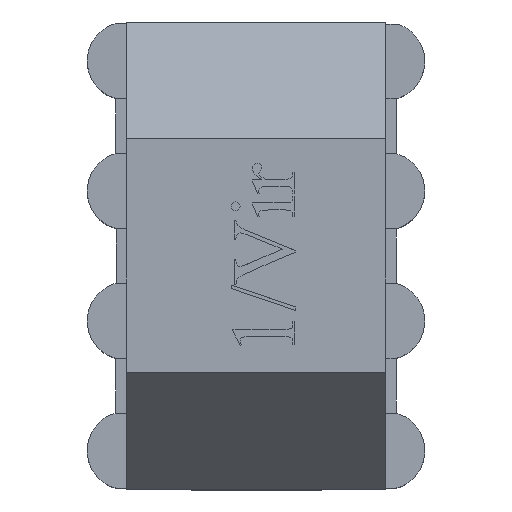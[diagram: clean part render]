
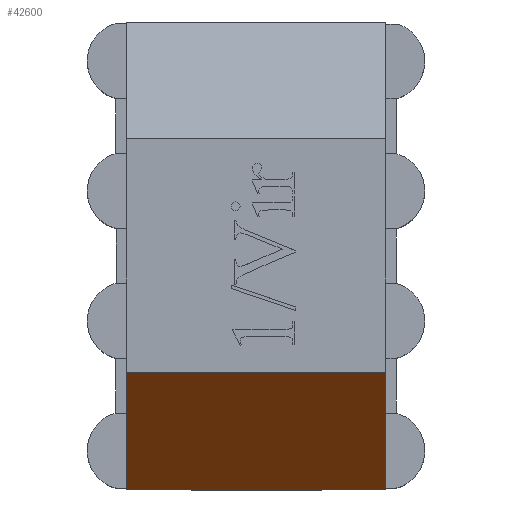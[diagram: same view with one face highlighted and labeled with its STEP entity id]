
A CAD part, top view. The second image highlights one B-rep face of the part: STEP entity #42600.
In plain terms, the highlighted planar face has unit normal (0, -0.743, 0.669).
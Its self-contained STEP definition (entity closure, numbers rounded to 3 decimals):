
#7314 = PLANE('',#7315);
#7315 = AXIS2_PLACEMENT_3D('',#7316,#7317,#7318);
#7316 = CARTESIAN_POINT('',(11.5,10.051,7.5));
#7317 = DIRECTION('',(1.,0.,0.));
#7318 = DIRECTION('',(0.,0.,1.));
#10907 = VERTEX_POINT('',#10908);
#10908 = CARTESIAN_POINT('',(11.5,4.5,20.));
#10922 = PLANE('',#10923);
#10923 = AXIS2_PLACEMENT_3D('',#10924,#10925,#10926);
#10924 = CARTESIAN_POINT('',(1.5,13.5,20.));
#10925 = DIRECTION('',(0.,0.,1.));
#10926 = DIRECTION('',(1.,0.,0.));
#10934 = EDGE_CURVE('',#10907,#10935,#10937,.T.);
#10935 = VERTEX_POINT('',#10936);
#10936 = CARTESIAN_POINT('',(11.5,0.,15.));
#10937 = SURFACE_CURVE('',#10938,(#10942,#10949),.PCURVE_S1.);
#10938 = LINE('',#10939,#10940);
#10939 = CARTESIAN_POINT('',(11.5,4.5,20.));
#10940 = VECTOR('',#10941,1.);
#10941 = DIRECTION('',(0.,-0.669,-0.743));
#10942 = PCURVE('',#7314,#10943);
#10943 = DEFINITIONAL_REPRESENTATION('',(#10944),#10948);
#10944 = LINE('',#10945,#10946);
#10945 = CARTESIAN_POINT('',(12.5,5.551));
#10946 = VECTOR('',#10947,1.);
#10947 = DIRECTION('',(-0.743,0.669));
#10948 = ( GEOMETRIC_REPRESENTATION_CONTEXT(2) 
PARAMETRIC_REPRESENTATION_CONTEXT() REPRESENTATION_CONTEXT('2D SPACE',''
  ) );
#10949 = PCURVE('',#10950,#10955);
#10950 = PLANE('',#10951);
#10951 = AXIS2_PLACEMENT_3D('',#10952,#10953,#10954);
#10952 = CARTESIAN_POINT('',(1.5,4.5,20.));
#10953 = DIRECTION('',(0.,-0.743,
    0.669));
#10954 = DIRECTION('',(0.,-0.669,-0.743));
#10955 = DEFINITIONAL_REPRESENTATION('',(#10956),#10960);
#10956 = LINE('',#10957,#10958);
#10957 = CARTESIAN_POINT('',(0.,10.));
#10958 = VECTOR('',#10959,1.);
#10959 = DIRECTION('',(1.,0.));
#10960 = ( GEOMETRIC_REPRESENTATION_CONTEXT(2) 
PARAMETRIC_REPRESENTATION_CONTEXT() REPRESENTATION_CONTEXT('2D SPACE',''
  ) );
#10978 = PLANE('',#10979);
#10979 = AXIS2_PLACEMENT_3D('',#10980,#10981,#10982);
#10980 = CARTESIAN_POINT('',(1.5,0.,15.));
#10981 = DIRECTION('',(0.,-1.,0.));
#10982 = DIRECTION('',(0.,0.,-1.));
#23559 = PLANE('',#23560);
#23560 = AXIS2_PLACEMENT_3D('',#23561,#23562,#23563);
#23561 = CARTESIAN_POINT('',(1.5,0.,15.));
#23562 = DIRECTION('',(-1.,0.,0.));
#23563 = DIRECTION('',(0.,0.,-1.));
#28798 = EDGE_CURVE('',#28799,#28801,#28803,.T.);
#28799 = VERTEX_POINT('',#28800);
#28800 = CARTESIAN_POINT('',(1.5,0.,15.));
#28801 = VERTEX_POINT('',#28802);
#28802 = CARTESIAN_POINT('',(1.5,4.5,20.));
#28803 = SURFACE_CURVE('',#28804,(#28808,#28815),.PCURVE_S1.);
#28804 = LINE('',#28805,#28806);
#28805 = CARTESIAN_POINT('',(1.5,0.,15.));
#28806 = VECTOR('',#28807,1.);
#28807 = DIRECTION('',(0.,0.669,0.743));
#28808 = PCURVE('',#23559,#28809);
#28809 = DEFINITIONAL_REPRESENTATION('',(#28810),#28814);
#28810 = LINE('',#28811,#28812);
#28811 = CARTESIAN_POINT('',(0.,0.));
#28812 = VECTOR('',#28813,1.);
#28813 = DIRECTION('',(-0.743,-0.669));
#28814 = ( GEOMETRIC_REPRESENTATION_CONTEXT(2) 
PARAMETRIC_REPRESENTATION_CONTEXT() REPRESENTATION_CONTEXT('2D SPACE',''
  ) );
#28815 = PCURVE('',#10950,#28816);
#28816 = DEFINITIONAL_REPRESENTATION('',(#28817),#28821);
#28817 = LINE('',#28818,#28819);
#28818 = CARTESIAN_POINT('',(6.727,0.));
#28819 = VECTOR('',#28820,1.);
#28820 = DIRECTION('',(-1.,0.));
#28821 = ( GEOMETRIC_REPRESENTATION_CONTEXT(2) 
PARAMETRIC_REPRESENTATION_CONTEXT() REPRESENTATION_CONTEXT('2D SPACE',''
  ) );
#41170 = EDGE_CURVE('',#28799,#10935,#41171,.T.);
#41171 = SURFACE_CURVE('',#41172,(#41176,#41183),.PCURVE_S1.);
#41172 = LINE('',#41173,#41174);
#41173 = CARTESIAN_POINT('',(1.5,0.,15.));
#41174 = VECTOR('',#41175,1.);
#41175 = DIRECTION('',(1.,0.,0.));
#41176 = PCURVE('',#10978,#41177);
#41177 = DEFINITIONAL_REPRESENTATION('',(#41178),#41182);
#41178 = LINE('',#41179,#41180);
#41179 = CARTESIAN_POINT('',(0.,0.));
#41180 = VECTOR('',#41181,1.);
#41181 = DIRECTION('',(0.,1.));
#41182 = ( GEOMETRIC_REPRESENTATION_CONTEXT(2) 
PARAMETRIC_REPRESENTATION_CONTEXT() REPRESENTATION_CONTEXT('2D SPACE',''
  ) );
#41183 = PCURVE('',#10950,#41184);
#41184 = DEFINITIONAL_REPRESENTATION('',(#41185),#41189);
#41185 = LINE('',#41186,#41187);
#41186 = CARTESIAN_POINT('',(6.727,0.));
#41187 = VECTOR('',#41188,1.);
#41188 = DIRECTION('',(0.,1.));
#41189 = ( GEOMETRIC_REPRESENTATION_CONTEXT(2) 
PARAMETRIC_REPRESENTATION_CONTEXT() REPRESENTATION_CONTEXT('2D SPACE',''
  ) );
#42600 = ADVANCED_FACE('',(#42601),#10950,.T.);
#42601 = FACE_BOUND('',#42602,.T.);
#42602 = EDGE_LOOP('',(#42603,#42604,#42605,#42606));
#42603 = ORIENTED_EDGE('',*,*,#28798,.F.);
#42604 = ORIENTED_EDGE('',*,*,#41170,.T.);
#42605 = ORIENTED_EDGE('',*,*,#10934,.F.);
#42606 = ORIENTED_EDGE('',*,*,#42607,.T.);
#42607 = EDGE_CURVE('',#10907,#28801,#42608,.T.);
#42608 = SURFACE_CURVE('',#42609,(#42613,#42620),.PCURVE_S1.);
#42609 = LINE('',#42610,#42611);
#42610 = CARTESIAN_POINT('',(11.5,4.5,20.));
#42611 = VECTOR('',#42612,1.);
#42612 = DIRECTION('',(-1.,0.,0.));
#42613 = PCURVE('',#10950,#42614);
#42614 = DEFINITIONAL_REPRESENTATION('',(#42615),#42619);
#42615 = LINE('',#42616,#42617);
#42616 = CARTESIAN_POINT('',(0.,10.));
#42617 = VECTOR('',#42618,1.);
#42618 = DIRECTION('',(0.,-1.));
#42619 = ( GEOMETRIC_REPRESENTATION_CONTEXT(2) 
PARAMETRIC_REPRESENTATION_CONTEXT() REPRESENTATION_CONTEXT('2D SPACE',''
  ) );
#42620 = PCURVE('',#10922,#42621);
#42621 = DEFINITIONAL_REPRESENTATION('',(#42622),#42626);
#42622 = LINE('',#42623,#42624);
#42623 = CARTESIAN_POINT('',(10.,-9.));
#42624 = VECTOR('',#42625,1.);
#42625 = DIRECTION('',(-1.,0.));
#42626 = ( GEOMETRIC_REPRESENTATION_CONTEXT(2) 
PARAMETRIC_REPRESENTATION_CONTEXT() REPRESENTATION_CONTEXT('2D SPACE',''
  ) );
